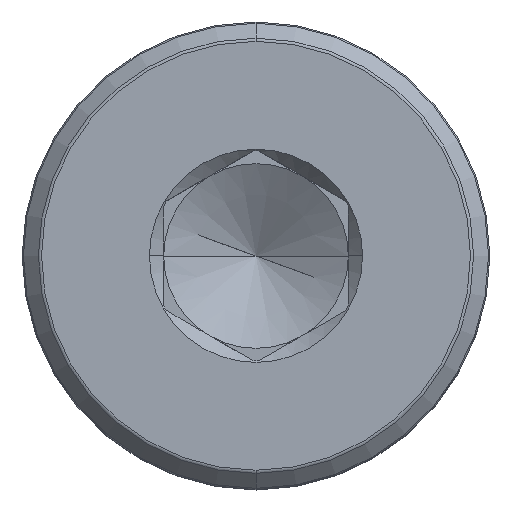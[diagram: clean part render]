
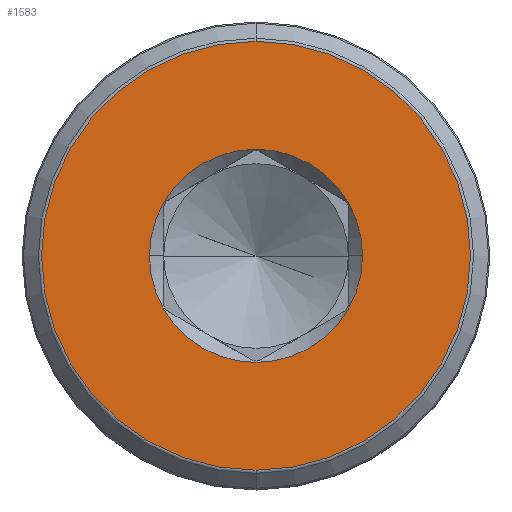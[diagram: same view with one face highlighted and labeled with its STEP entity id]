
A CAD part, top view. The second image highlights one B-rep face of the part: STEP entity #1583.
In plain terms, the highlighted planar face has unit normal (0, 0, 1).
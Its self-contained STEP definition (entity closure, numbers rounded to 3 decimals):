
#24 = ORIENTED_EDGE ( 'NONE', *, *, #2961, .T. ) ;
#46 = CIRCLE ( 'NONE', #4577, 0.866 ) ;
#396 = ORIENTED_EDGE ( 'NONE', *, *, #1376, .F. ) ;
#527 = DIRECTION ( 'NONE',  ( 1., 0., 0. ) ) ;
#701 = ORIENTED_EDGE ( 'NONE', *, *, #4289, .F. ) ;
#1017 = CARTESIAN_POINT ( 'NONE',  ( 0., 1.743, 7. ) ) ;
#1288 = FACE_BOUND ( 'NONE', #1316, .T. ) ;
#1316 = EDGE_LOOP ( 'NONE', ( #701, #396 ) ) ;
#1376 = EDGE_CURVE ( 'NONE', #5405, #5359, #6313, .T. ) ;
#1393 = DIRECTION ( 'NONE',  ( 0., 0., 1. ) ) ;
#1423 = CARTESIAN_POINT ( 'NONE',  ( 0., 0., 7. ) ) ;
#1583 = ADVANCED_FACE ( 'NONE', ( #1288, #2130 ), #1706, .F. ) ;
#1644 = CARTESIAN_POINT ( 'NONE',  ( 0., 0., 7. ) ) ;
#1706 = PLANE ( 'NONE',  #6134 ) ;
#2009 = DIRECTION ( 'NONE',  ( 0., 1., 0. ) ) ;
#2130 = FACE_OUTER_BOUND ( 'NONE', #6720, .T. ) ;
#2307 = CIRCLE ( 'NONE', #6331, 1.743 ) ;
#2784 = ORIENTED_EDGE ( 'NONE', *, *, #3388, .T. ) ;
#2820 = CARTESIAN_POINT ( 'NONE',  ( 0., 1.743, 7. ) ) ;
#2853 = VERTEX_POINT ( 'NONE', #1017 ) ;
#2942 = CARTESIAN_POINT ( 'NONE',  ( 0., 0., 7. ) ) ;
#2961 = EDGE_CURVE ( 'NONE', #3242, #2853, #2307, .T. ) ;
#3242 = VERTEX_POINT ( 'NONE', #5665 ) ;
#3388 = EDGE_CURVE ( 'NONE', #2853, #3242, #5133, .T. ) ;
#3870 = CARTESIAN_POINT ( 'NONE',  ( 0., 0., 7. ) ) ;
#4289 = EDGE_CURVE ( 'NONE', #5359, #5405, #46, .T. ) ;
#4577 = AXIS2_PLACEMENT_3D ( 'NONE', #1423, #5624, #6753 ) ;
#5114 = CARTESIAN_POINT ( 'NONE',  ( 0.866, 0., 7. ) ) ;
#5133 = CIRCLE ( 'NONE', #5488, 1.743 ) ;
#5162 = CARTESIAN_POINT ( 'NONE',  ( -0.866, 0., 7. ) ) ;
#5359 = VERTEX_POINT ( 'NONE', #5114 ) ;
#5389 = DIRECTION ( 'NONE',  ( 0., 0., 1. ) ) ;
#5405 = VERTEX_POINT ( 'NONE', #5162 ) ;
#5488 = AXIS2_PLACEMENT_3D ( 'NONE', #2942, #1393, #5685 ) ;
#5498 = DIRECTION ( 'NONE',  ( 0., 0., 1. ) ) ;
#5604 = AXIS2_PLACEMENT_3D ( 'NONE', #1644, #5389, #527 ) ;
#5624 = DIRECTION ( 'NONE',  ( 0., 0., 1. ) ) ;
#5665 = CARTESIAN_POINT ( 'NONE',  ( 0., -1.743, 7. ) ) ;
#5681 = DIRECTION ( 'NONE',  ( 0., 0., -1. ) ) ;
#5685 = DIRECTION ( 'NONE',  ( 0., -1., 0. ) ) ;
#6134 = AXIS2_PLACEMENT_3D ( 'NONE', #2820, #5681, #2009 ) ;
#6313 = CIRCLE ( 'NONE', #5604, 0.866 ) ;
#6331 = AXIS2_PLACEMENT_3D ( 'NONE', #3870, #5498, #6516 ) ;
#6516 = DIRECTION ( 'NONE',  ( 0., -1., 0. ) ) ;
#6720 = EDGE_LOOP ( 'NONE', ( #24, #2784 ) ) ;
#6753 = DIRECTION ( 'NONE',  ( 1., 0., 0. ) ) ;
